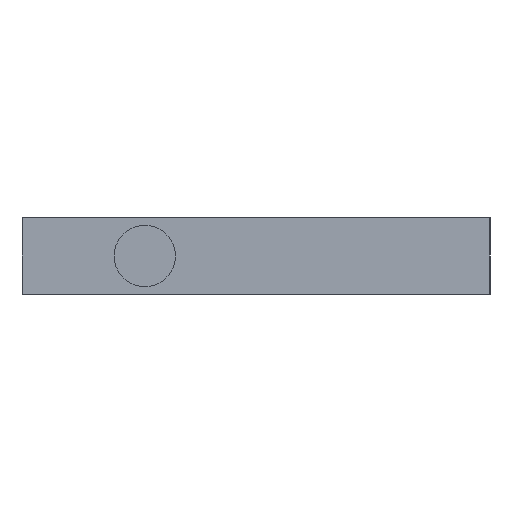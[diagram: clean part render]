
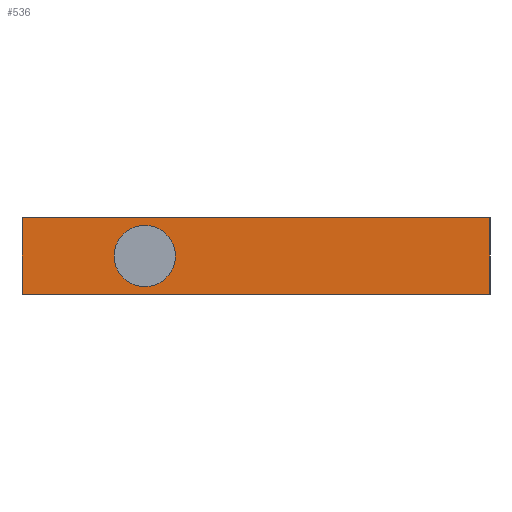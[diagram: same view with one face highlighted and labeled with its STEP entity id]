
A CAD part, left-side view. The second image highlights one B-rep face of the part: STEP entity #536.
In plain terms, the highlighted planar face has unit normal (-1, 0, 0).
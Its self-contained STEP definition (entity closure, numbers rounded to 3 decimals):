
#9 = CARTESIAN_POINT ( 'NONE',  ( -45.805, -19.213, 12.5 ) ) ;
#43 = EDGE_CURVE ( 'NONE', #679, #113, #661, .T. ) ;
#46 = EDGE_LOOP ( 'NONE', ( #343, #279, #544, #456 ) ) ;
#55 = DIRECTION ( 'NONE',  ( 0., -1., 0. ) ) ;
#56 = AXIS2_PLACEMENT_3D ( 'NONE', #373, #603, #369 ) ;
#80 = FACE_OUTER_BOUND ( 'NONE', #46, .T. ) ;
#89 = LINE ( 'NONE', #555, #681 ) ;
#106 = VECTOR ( 'NONE', #477, 1000. ) ;
#107 = EDGE_CURVE ( 'NONE', #113, #679, #296, .T. ) ;
#113 = VERTEX_POINT ( 'NONE', #648 ) ;
#116 = CARTESIAN_POINT ( 'NONE',  ( -45.805, 41.787, 2.5 ) ) ;
#150 = LINE ( 'NONE', #618, #173 ) ;
#153 = VERTEX_POINT ( 'NONE', #116 ) ;
#173 = VECTOR ( 'NONE', #385, 1000. ) ;
#182 = CARTESIAN_POINT ( 'NONE',  ( -45.805, 41.787, 12.5 ) ) ;
#199 = AXIS2_PLACEMENT_3D ( 'NONE', #753, #757, #631 ) ;
#215 = ORIENTED_EDGE ( 'NONE', *, *, #107, .F. ) ;
#223 = ORIENTED_EDGE ( 'NONE', *, *, #43, .F. ) ;
#236 = CARTESIAN_POINT ( 'NONE',  ( -45.805, 41.787, 2.5 ) ) ;
#238 = CARTESIAN_POINT ( 'NONE',  ( -45.805, -19.213, 2.5 ) ) ;
#243 = LINE ( 'NONE', #475, #106 ) ;
#252 = EDGE_LOOP ( 'NONE', ( #215, #223 ) ) ;
#262 = DIRECTION ( 'NONE',  ( -1., 0., 0. ) ) ;
#264 = VERTEX_POINT ( 'NONE', #182 ) ;
#266 = VERTEX_POINT ( 'NONE', #9 ) ;
#279 = ORIENTED_EDGE ( 'NONE', *, *, #710, .F. ) ;
#296 = CIRCLE ( 'NONE', #199, 4. ) ;
#334 = DIRECTION ( 'NONE',  ( 0., 1., 0. ) ) ;
#335 = AXIS2_PLACEMENT_3D ( 'NONE', #458, #262, #334 ) ;
#343 = ORIENTED_EDGE ( 'NONE', *, *, #457, .T. ) ;
#352 = LINE ( 'NONE', #236, #533 ) ;
#369 = DIRECTION ( 'NONE',  ( 0., 1., 0. ) ) ;
#373 = CARTESIAN_POINT ( 'NONE',  ( -45.805, 41.787, 12.5 ) ) ;
#385 = DIRECTION ( 'NONE',  ( 0., 0., -1. ) ) ;
#408 = VERTEX_POINT ( 'NONE', #238 ) ;
#432 = EDGE_CURVE ( 'NONE', #264, #266, #243, .T. ) ;
#456 = ORIENTED_EDGE ( 'NONE', *, *, #574, .T. ) ;
#457 = EDGE_CURVE ( 'NONE', #153, #408, #352, .T. ) ;
#458 = CARTESIAN_POINT ( 'NONE',  ( -45.805, 25.789, 7.5 ) ) ;
#475 = CARTESIAN_POINT ( 'NONE',  ( -45.805, 25.789, 12.5 ) ) ;
#477 = DIRECTION ( 'NONE',  ( 0., -1., 0. ) ) ;
#533 = VECTOR ( 'NONE', #55, 1000. ) ;
#536 = ADVANCED_FACE ( 'NONE', ( #606, #80 ), #664, .F. ) ;
#544 = ORIENTED_EDGE ( 'NONE', *, *, #432, .F. ) ;
#555 = CARTESIAN_POINT ( 'NONE',  ( -45.805, 41.787, 12.5 ) ) ;
#574 = EDGE_CURVE ( 'NONE', #264, #153, #89, .T. ) ;
#600 = DIRECTION ( 'NONE',  ( 0., 0., -1. ) ) ;
#603 = DIRECTION ( 'NONE',  ( 1., 0., 0. ) ) ;
#606 = FACE_BOUND ( 'NONE', #252, .T. ) ;
#618 = CARTESIAN_POINT ( 'NONE',  ( -45.805, -19.213, 12.5 ) ) ;
#631 = DIRECTION ( 'NONE',  ( 0., 1., 0. ) ) ;
#648 = CARTESIAN_POINT ( 'NONE',  ( -45.805, 29.789, 7.5 ) ) ;
#661 = CIRCLE ( 'NONE', #335, 4. ) ;
#664 = PLANE ( 'NONE',  #56 ) ;
#678 = CARTESIAN_POINT ( 'NONE',  ( -45.805, 21.789, 7.5 ) ) ;
#679 = VERTEX_POINT ( 'NONE', #678 ) ;
#681 = VECTOR ( 'NONE', #600, 1000. ) ;
#710 = EDGE_CURVE ( 'NONE', #266, #408, #150, .T. ) ;
#753 = CARTESIAN_POINT ( 'NONE',  ( -45.805, 25.789, 7.5 ) ) ;
#757 = DIRECTION ( 'NONE',  ( -1., 0., 0. ) ) ;
